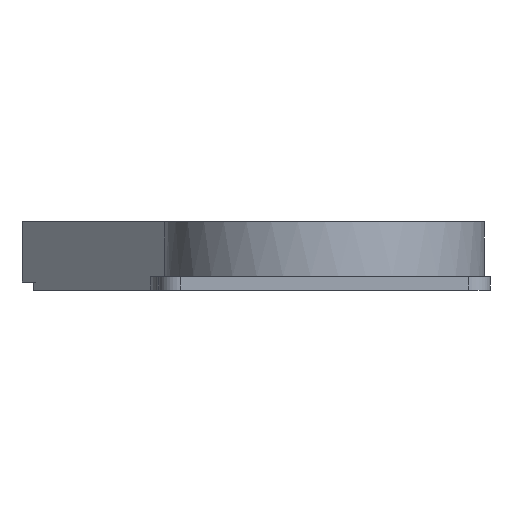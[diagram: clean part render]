
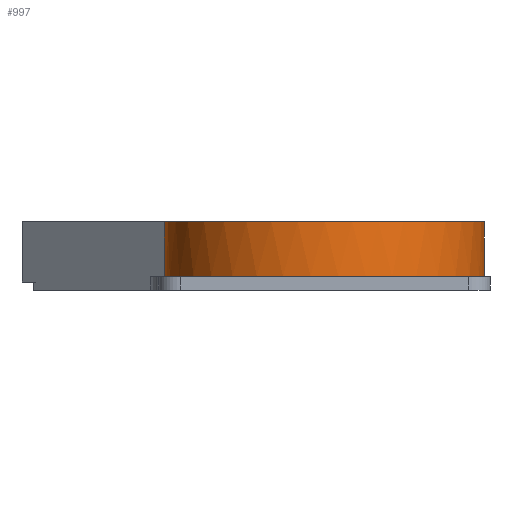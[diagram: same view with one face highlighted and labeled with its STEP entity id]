
A CAD part, front view. The second image highlights one B-rep face of the part: STEP entity #997.
In plain terms, the highlighted cylindrical face has radius 29.25 mm (diameter 58.5 mm), a partial arc.
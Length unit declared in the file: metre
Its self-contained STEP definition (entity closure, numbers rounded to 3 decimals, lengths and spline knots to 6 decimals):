
#34=CYLINDRICAL_SURFACE('',#1101,0.02925);
#43=CIRCLE('',#1042,0.02925);
#46=CIRCLE('',#1046,0.02925);
#76=CIRCLE('',#1098,0.02925);
#78=CIRCLE('',#1102,0.02925);
#79=CIRCLE('',#1103,0.02925);
#80=CIRCLE('',#1104,0.02925);
#247=ORIENTED_EDGE('',*,*,#480,.F.);
#248=ORIENTED_EDGE('',*,*,#483,.F.);
#249=ORIENTED_EDGE('',*,*,#484,.F.);
#250=ORIENTED_EDGE('',*,*,#481,.T.);
#251=ORIENTED_EDGE('',*,*,#403,.F.);
#252=ORIENTED_EDGE('',*,*,#485,.F.);
#253=ORIENTED_EDGE('',*,*,#395,.F.);
#254=ORIENTED_EDGE('',*,*,#486,.F.);
#395=EDGE_CURVE('',#538,#539,#43,.F.);
#403=EDGE_CURVE('',#545,#546,#46,.F.);
#480=EDGE_CURVE('',#602,#601,#76,.F.);
#481=EDGE_CURVE('',#603,#546,#687,.T.);
#483=EDGE_CURVE('',#604,#602,#688,.T.);
#484=EDGE_CURVE('',#603,#604,#78,.T.);
#485=EDGE_CURVE('',#539,#545,#79,.F.);
#486=EDGE_CURVE('',#601,#538,#80,.F.);
#538=VERTEX_POINT('',#1484);
#539=VERTEX_POINT('',#1486);
#545=VERTEX_POINT('',#1500);
#546=VERTEX_POINT('',#1502);
#601=VERTEX_POINT('',#1654);
#602=VERTEX_POINT('',#1656);
#603=VERTEX_POINT('',#1660);
#604=VERTEX_POINT('',#1664);
#687=LINE('',#1659,#780);
#688=LINE('',#1663,#781);
#780=VECTOR('',#1339,1.);
#781=VECTOR('',#1344,1.);
#842=EDGE_LOOP('',(#247,#248,#249,#250,#251,#252,#253,#254));
#910=FACE_BOUND('',#842,.T.);
#997=ADVANCED_FACE('',(#910),#34,.T.);
#1042=AXIS2_PLACEMENT_3D('',#1485,#1171,#1172);
#1046=AXIS2_PLACEMENT_3D('',#1501,#1184,#1185);
#1098=AXIS2_PLACEMENT_3D('',#1657,#1335,#1336);
#1101=AXIS2_PLACEMENT_3D('',#1662,#1342,#1343);
#1102=AXIS2_PLACEMENT_3D('',#1665,#1345,#1346);
#1103=AXIS2_PLACEMENT_3D('',#1666,#1347,#1348);
#1104=AXIS2_PLACEMENT_3D('',#1667,#1349,#1350);
#1171=DIRECTION('',(0.,0.,1.));
#1172=DIRECTION('',(1.,0.,0.));
#1184=DIRECTION('',(0.,0.,1.));
#1185=DIRECTION('',(1.,0.,0.));
#1335=DIRECTION('',(0.,0.,1.));
#1336=DIRECTION('',(1.,0.,0.));
#1339=DIRECTION('',(0.,0.,-1.));
#1342=DIRECTION('',(0.,0.,-1.));
#1343=DIRECTION('',(-1.,0.,0.));
#1344=DIRECTION('',(0.,0.,-1.));
#1345=DIRECTION('',(0.,0.,1.));
#1346=DIRECTION('',(1.,0.,0.));
#1347=DIRECTION('',(0.,0.,1.));
#1348=DIRECTION('',(1.,0.,0.));
#1349=DIRECTION('',(0.,0.,1.));
#1350=DIRECTION('',(1.,0.,0.));
#1484=CARTESIAN_POINT('',(0.0585,0.022667,0.0025));
#1485=CARTESIAN_POINT('',(0.03025,0.03025,0.0025));
#1486=CARTESIAN_POINT('',(0.002,0.022667,0.0025));
#1500=CARTESIAN_POINT('',(0.001027,0.029,0.0025));
#1501=CARTESIAN_POINT('',(0.03025,0.03025,0.0025));
#1502=CARTESIAN_POINT('',(0.004238,0.043627,0.0025));
#1654=CARTESIAN_POINT('',(0.059473,0.029,0.0025));
#1656=CARTESIAN_POINT('',(0.041812,0.057118,0.0025));
#1657=CARTESIAN_POINT('',(0.03025,0.03025,0.0025));
#1659=CARTESIAN_POINT('',(0.004238,0.043627,0.0125));
#1660=CARTESIAN_POINT('',(0.004238,0.043627,0.0125));
#1662=CARTESIAN_POINT('',(0.03025,0.03025,0.0125));
#1663=CARTESIAN_POINT('',(0.041812,0.057118,0.0125));
#1664=CARTESIAN_POINT('',(0.041812,0.057118,0.0125));
#1665=CARTESIAN_POINT('',(0.03025,0.03025,0.0125));
#1666=CARTESIAN_POINT('',(0.03025,0.03025,0.0025));
#1667=CARTESIAN_POINT('',(0.03025,0.03025,0.0025));
